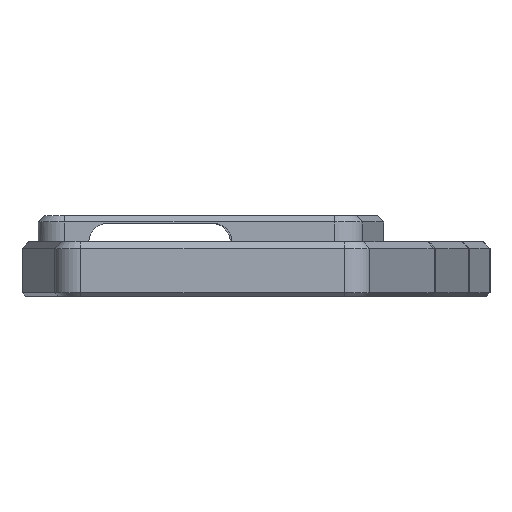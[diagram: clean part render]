
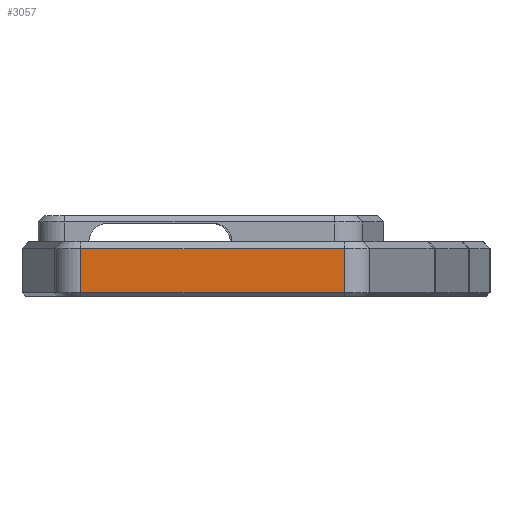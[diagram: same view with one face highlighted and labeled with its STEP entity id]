
A CAD part, left-side view. The second image highlights one B-rep face of the part: STEP entity #3057.
In plain terms, the highlighted planar face has unit normal (-1, 0, 0).
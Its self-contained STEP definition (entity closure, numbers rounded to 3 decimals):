
#2353=CARTESIAN_POINT('',(-142.007,-7.277,-2.));
#2354=VERTEX_POINT('',#2353);
#2475=CARTESIAN_POINT('',(-142.007,-56.241,-2.));
#2476=VERTEX_POINT('',#2475);
#2477=CARTESIAN_POINT('',(-142.007,-7.277,-2.));
#2478=DIRECTION('',(-0.,-1.,0.));
#2479=VECTOR('',#2478,48.965);
#2480=LINE('',#2477,#2479);
#2481=EDGE_CURVE('',#2354,#2476,#2480,.T.);
#3015=CARTESIAN_POINT('',(-142.007,-56.241,6.2));
#3016=VERTEX_POINT('',#3015);
#3024=CARTESIAN_POINT('',(-142.007,-56.241,6.2));
#3025=DIRECTION('',(0.,0.,-1.));
#3026=VECTOR('',#3025,8.2);
#3027=LINE('',#3024,#3026);
#3028=EDGE_CURVE('',#3016,#2476,#3027,.T.);
#3034=CARTESIAN_POINT('',(-142.007,-31.759,46.45));
#3035=DIRECTION('',(-1.,0.,0.));
#3036=DIRECTION('',(-0.,-1.,0.));
#3037=AXIS2_PLACEMENT_3D('',#3034,#3035,#3036);
#3038=PLANE('',#3037);
#3039=ORIENTED_EDGE('',*,*,#3028,.F.);
#3040=CARTESIAN_POINT('',(-142.007,-7.277,6.2));
#3041=VERTEX_POINT('',#3040);
#3042=CARTESIAN_POINT('',(-142.007,-56.241,6.2));
#3043=DIRECTION('',(0.,1.,0.));
#3044=VECTOR('',#3043,48.965);
#3045=LINE('',#3042,#3044);
#3046=EDGE_CURVE('',#3016,#3041,#3045,.T.);
#3047=ORIENTED_EDGE('',*,*,#3046,.T.);
#3048=CARTESIAN_POINT('',(-142.007,-7.277,6.2));
#3049=DIRECTION('',(0.,0.,-1.));
#3050=VECTOR('',#3049,8.2);
#3051=LINE('',#3048,#3050);
#3052=EDGE_CURVE('',#3041,#2354,#3051,.T.);
#3053=ORIENTED_EDGE('',*,*,#3052,.T.);
#3054=ORIENTED_EDGE('',*,*,#2481,.T.);
#3055=EDGE_LOOP('',(#3039,#3047,#3053,#3054));
#3056=FACE_BOUND('',#3055,.T.);
#3057=ADVANCED_FACE('',(#3056),#3038,.T.);
